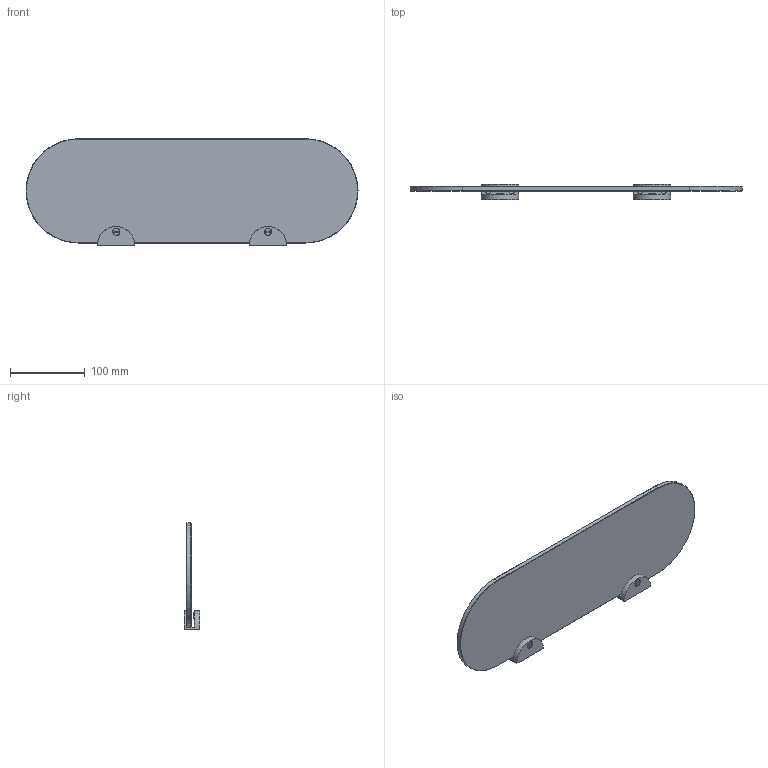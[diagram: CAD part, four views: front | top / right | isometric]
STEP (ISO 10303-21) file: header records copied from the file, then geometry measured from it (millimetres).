
FILE_DESCRIPTION((''),'2;1');
FILE_NAME('0218T-18_WEB','2010-09-29T',('ramkumar'),(''),'PRO/ENGINEER BY PARAMETRIC TECHNOLOGY CORPORATION, 2009300','PRO/ENGINEER BY PARAMETRIC TECHNOLOGY CORPORATION, 2009300','');
FILE_SCHEMA(('CONFIG_CONTROL_DESIGN'));
Length unit declared in the file: inch
Products named in the file (1): 0218T-18_WEB
Bounding box: 444.5 x 21.01 x 142.7 mm (x, y, z)
Surface area: 132918.7 mm2 (no closed solid volume)
Topology: 0 solids, 7 shells, 64 faces, 192 edges, 134 vertices
Faces by surface type: plane 30, cylinder 16, cone 12, bspline 6
Entity records: 3526 total; most frequent: CARTESIAN_POINT 1834, DIRECTION 322, ORIENTED_EDGE 310, EDGE_CURVE 192, VERTEX_POINT 134, AXIS2_PLACEMENT_3D 116, VECTOR 90, LINE 90
